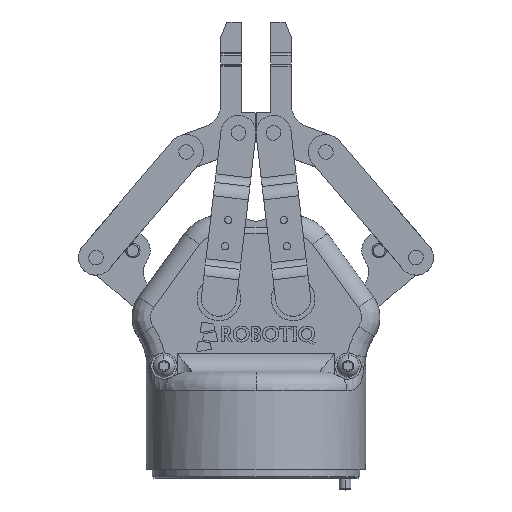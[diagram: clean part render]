
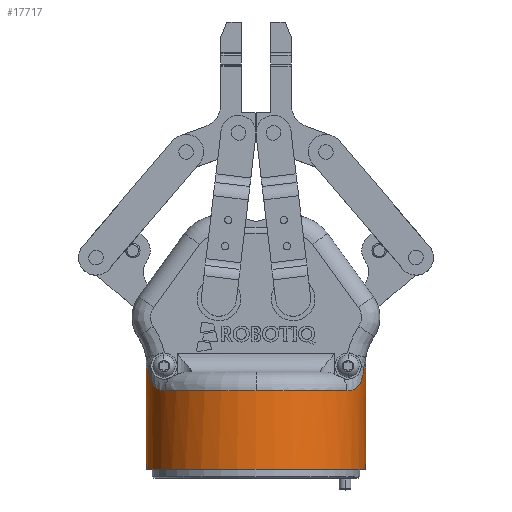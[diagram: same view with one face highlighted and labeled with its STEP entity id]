
A CAD part, top view. The second image highlights one B-rep face of the part: STEP entity #17717.
In plain terms, the highlighted cylindrical face has radius 37.5 mm (diameter 75 mm), a partial arc.
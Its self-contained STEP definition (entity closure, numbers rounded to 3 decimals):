
#1963 = DIRECTION ( 'NONE',  ( 0., -1., 0. ) ) ;
#2376 = AXIS2_PLACEMENT_3D ( 'NONE', #27765, #16883, #27932 ) ;
#2843 = CARTESIAN_POINT ( 'NONE',  ( -35.562, -57.655, 11.918 ) ) ;
#2972 = EDGE_CURVE ( 'NONE', #45251, #38947, #4154, .T. ) ;
#3066 = DIRECTION ( 'NONE',  ( 0., 0., 1. ) ) ;
#3121 = CARTESIAN_POINT ( 'NONE',  ( 32.712, -59.885, 18.35 ) ) ;
#3889 = AXIS2_PLACEMENT_3D ( 'NONE', #42244, #20608, #45904 ) ;
#3976 = CARTESIAN_POINT ( 'NONE',  ( -31.145, -60.05, 20.887 ) ) ;
#4133 = EDGE_CURVE ( 'NONE', #35936, #34178, #44304, .T. ) ;
#4154 = CIRCLE ( 'NONE', #3889, 37.5 ) ;
#4693 = ORIENTED_EDGE ( 'NONE', *, *, #6440, .F. ) ;
#5393 = B_SPLINE_CURVE_WITH_KNOTS ( 'NONE', 3,
 ( #6197, #10043, #39029, #17351, #42655, #21029, #46314, #24602, #2843, #28242, #6513, #31882, #10204, #35540, #13823, #39199 ),
 .UNSPECIFIED., .F., .F.,
 ( 4, 2, 2, 2, 2, 2, 2, 4 ),
 ( 0., 0.004, 0.007, 0.009, 0.011, 0.013, 0.016, 0.018 ),
 .UNSPECIFIED. ) ;
#5774 = B_SPLINE_CURVE_WITH_KNOTS ( 'NONE', 3,
 ( #46448, #24735, #28370, #6644, #32017, #10325, #35666, #13965, #39320, #17633, #42945, #21301, #46605, #24883, #3121, #28519, #6798, #32174 ),
 .UNSPECIFIED., .F., .F.,
 ( 4, 2, 2, 2, 2, 2, 2, 2, 4 ),
 ( 0., 0.002, 0.004, 0.007, 0.009, 0.011, 0.013, 0.016, 0.018 ),
 .UNSPECIFIED. ) ;
#6197 = CARTESIAN_POINT ( 'NONE',  ( -31.145, -60.05, 20.887 ) ) ;
#6440 = EDGE_CURVE ( 'NONE', #12678, #45251, #6908, .T. ) ;
#6490 = CARTESIAN_POINT ( 'NONE',  ( 0., -60.05, 0. ) ) ;
#6513 = CARTESIAN_POINT ( 'NONE',  ( -36.109, -56.404, 10.135 ) ) ;
#6644 = CARTESIAN_POINT ( 'NONE',  ( 36.519, -54.866, 8.535 ) ) ;
#6742 = CIRCLE ( 'NONE', #15156, 37.5 ) ;
#6798 = CARTESIAN_POINT ( 'NONE',  ( 31.562, -60.05, 20.264 ) ) ;
#6908 = LINE ( 'NONE', #36317, #26211 ) ;
#7131 = AXIS2_PLACEMENT_3D ( 'NONE', #34146, #12440, #37807 ) ;
#7169 = VERTEX_POINT ( 'NONE', #36902 ) ;
#7872 = ORIENTED_EDGE ( 'NONE', *, *, #46119, .T. ) ;
#8355 = CARTESIAN_POINT ( 'NONE',  ( 37.5, -86.9, 0. ) ) ;
#9924 = CARTESIAN_POINT ( 'NONE',  ( 31.145, -60.05, 20.887 ) ) ;
#10043 = CARTESIAN_POINT ( 'NONE',  ( -31.98, -60.05, 19.642 ) ) ;
#10175 = DIRECTION ( 'NONE',  ( 0., 0., 1. ) ) ;
#10204 = CARTESIAN_POINT ( 'NONE',  ( -36.514, -54.89, 8.555 ) ) ;
#10259 = EDGE_CURVE ( 'NONE', #12678, #33947, #35418, .T. ) ;
#10325 = CARTESIAN_POINT ( 'NONE',  ( 36.111, -56.397, 10.127 ) ) ;
#11000 = EDGE_CURVE ( 'NONE', #34178, #32489, #25676, .T. ) ;
#12440 = DIRECTION ( 'NONE',  ( 0., -1., 0. ) ) ;
#12678 = VERTEX_POINT ( 'NONE', #22865 ) ;
#13282 = DIRECTION ( 'NONE',  ( 0., 1., 0. ) ) ;
#13823 = CARTESIAN_POINT ( 'NONE',  ( -36.8, -53.094, 7.223 ) ) ;
#13965 = CARTESIAN_POINT ( 'NONE',  ( 35.57, -57.64, 11.893 ) ) ;
#14612 = DIRECTION ( 'NONE',  ( 0., -1., 0. ) ) ;
#14946 = ORIENTED_EDGE ( 'NONE', *, *, #4133, .T. ) ;
#15112 = LINE ( 'NONE', #34966, #42877 ) ;
#15156 = AXIS2_PLACEMENT_3D ( 'NONE', #23751, #1963, #27358 ) ;
#16066 = FACE_OUTER_BOUND ( 'NONE', #33500, .T. ) ;
#16883 = DIRECTION ( 'NONE',  ( 0., -1., 0. ) ) ;
#17351 = CARTESIAN_POINT ( 'NONE',  ( -33.728, -59.506, 16.408 ) ) ;
#17633 = CARTESIAN_POINT ( 'NONE',  ( 34.879, -58.615, 13.789 ) ) ;
#17717 = ADVANCED_FACE ( 'NONE', ( #16066 ), #21200, .T. ) ;
#20608 = DIRECTION ( 'NONE',  ( 0., -1., 0. ) ) ;
#21029 = CARTESIAN_POINT ( 'NONE',  ( -34.613, -58.883, 14.445 ) ) ;
#21200 = CYLINDRICAL_SURFACE ( 'NONE', #2376, 37.5 ) ;
#21301 = CARTESIAN_POINT ( 'NONE',  ( 34.046, -59.322, 15.737 ) ) ;
#21317 = EDGE_CURVE ( 'NONE', #32489, #7169, #5393, .T. ) ;
#21548 = ORIENTED_EDGE ( 'NONE', *, *, #2972, .F. ) ;
#22865 = CARTESIAN_POINT ( 'NONE',  ( 37.5, -52.429, 0. ) ) ;
#23242 = VERTEX_POINT ( 'NONE', #29936 ) ;
#23751 = CARTESIAN_POINT ( 'NONE',  ( 0., -52.429, 0. ) ) ;
#24602 = CARTESIAN_POINT ( 'NONE',  ( -35.348, -58.007, 12.539 ) ) ;
#24735 = CARTESIAN_POINT ( 'NONE',  ( 36.8, -53.093, 7.223 ) ) ;
#24823 = DIRECTION ( 'NONE',  ( 0., -1., 0. ) ) ;
#24883 = CARTESIAN_POINT ( 'NONE',  ( 33.07, -59.783, 17.697 ) ) ;
#25676 = CIRCLE ( 'NONE', #26942, 37.5 ) ;
#26166 = ORIENTED_EDGE ( 'NONE', *, *, #21317, .T. ) ;
#26211 = VECTOR ( 'NONE', #14612, 1000. ) ;
#26942 = AXIS2_PLACEMENT_3D ( 'NONE', #6490, #31860, #10175 ) ;
#27358 = DIRECTION ( 'NONE',  ( 1., 0., 0. ) ) ;
#27765 = CARTESIAN_POINT ( 'NONE',  ( 0., -17.979, 0. ) ) ;
#27932 = DIRECTION ( 'NONE',  ( 1., 0., 0. ) ) ;
#28242 = CARTESIAN_POINT ( 'NONE',  ( -35.944, -56.849, 10.709 ) ) ;
#28370 = CARTESIAN_POINT ( 'NONE',  ( 36.719, -53.711, 7.628 ) ) ;
#28519 = CARTESIAN_POINT ( 'NONE',  ( 31.959, -60.019, 19.632 ) ) ;
#29936 = CARTESIAN_POINT ( 'NONE',  ( -37.5, -52.429, 0. ) ) ;
#31860 = DIRECTION ( 'NONE',  ( 0., -1., 0. ) ) ;
#31882 = CARTESIAN_POINT ( 'NONE',  ( -36.394, -55.424, 9.059 ) ) ;
#32017 = CARTESIAN_POINT ( 'NONE',  ( 36.399, -55.403, 9.037 ) ) ;
#32174 = CARTESIAN_POINT ( 'NONE',  ( 31.145, -60.05, 20.887 ) ) ;
#32489 = VERTEX_POINT ( 'NONE', #3976 ) ;
#32771 = ORIENTED_EDGE ( 'NONE', *, *, #45762, .T. ) ;
#33500 = EDGE_LOOP ( 'NONE', ( #37108, #21548, #4693, #36000, #32771, #14946, #38438, #26166, #7872 ) ) ;
#33947 = VERTEX_POINT ( 'NONE', #35415 ) ;
#34146 = CARTESIAN_POINT ( 'NONE',  ( 0., -52.429, 0. ) ) ;
#34178 = VERTEX_POINT ( 'NONE', #41096 ) ;
#34966 = CARTESIAN_POINT ( 'NONE',  ( -37.5, -52.429, 0. ) ) ;
#35415 = CARTESIAN_POINT ( 'NONE',  ( 36.865, -52.429, 6.874 ) ) ;
#35418 = CIRCLE ( 'NONE', #7131, 37.5 ) ;
#35540 = CARTESIAN_POINT ( 'NONE',  ( -36.718, -53.719, 7.633 ) ) ;
#35666 = CARTESIAN_POINT ( 'NONE',  ( 35.946, -56.842, 10.7 ) ) ;
#35936 = VERTEX_POINT ( 'NONE', #9924 ) ;
#36000 = ORIENTED_EDGE ( 'NONE', *, *, #10259, .T. ) ;
#36317 = CARTESIAN_POINT ( 'NONE',  ( 37.5, -52.429, 0. ) ) ;
#36902 = CARTESIAN_POINT ( 'NONE',  ( -36.865, -52.429, 6.874 ) ) ;
#37108 = ORIENTED_EDGE ( 'NONE', *, *, #43175, .F. ) ;
#37807 = DIRECTION ( 'NONE',  ( 1., 0., 0. ) ) ;
#38438 = ORIENTED_EDGE ( 'NONE', *, *, #11000, .T. ) ;
#38947 = VERTEX_POINT ( 'NONE', #44880 ) ;
#39029 = CARTESIAN_POINT ( 'NONE',  ( -32.729, -59.926, 18.364 ) ) ;
#39199 = CARTESIAN_POINT ( 'NONE',  ( -36.865, -52.429, 6.874 ) ) ;
#39320 = CARTESIAN_POINT ( 'NONE',  ( 35.358, -57.993, 12.512 ) ) ;
#41096 = CARTESIAN_POINT ( 'NONE',  ( 0., -60.05, 37.5 ) ) ;
#42244 = CARTESIAN_POINT ( 'NONE',  ( 0., -86.9, 0. ) ) ;
#42655 = CARTESIAN_POINT ( 'NONE',  ( -34.041, -59.325, 15.747 ) ) ;
#42877 = VECTOR ( 'NONE', #13282, 1000. ) ;
#42945 = CARTESIAN_POINT ( 'NONE',  ( 34.617, -58.88, 14.438 ) ) ;
#43175 = EDGE_CURVE ( 'NONE', #38947, #23242, #15112, .T. ) ;
#44052 = AXIS2_PLACEMENT_3D ( 'NONE', #46546, #24823, #3066 ) ;
#44304 = CIRCLE ( 'NONE', #44052, 37.5 ) ;
#44880 = CARTESIAN_POINT ( 'NONE',  ( -37.5, -86.9, 0. ) ) ;
#45251 = VERTEX_POINT ( 'NONE', #8355 ) ;
#45762 = EDGE_CURVE ( 'NONE', #33947, #35936, #5774, .T. ) ;
#45904 = DIRECTION ( 'NONE',  ( 1., 0., 0. ) ) ;
#46119 = EDGE_CURVE ( 'NONE', #7169, #23242, #6742, .T. ) ;
#46314 = CARTESIAN_POINT ( 'NONE',  ( -34.874, -58.621, 13.803 ) ) ;
#46448 = CARTESIAN_POINT ( 'NONE',  ( 36.865, -52.429, 6.874 ) ) ;
#46546 = CARTESIAN_POINT ( 'NONE',  ( 0., -60.05, 0. ) ) ;
#46605 = CARTESIAN_POINT ( 'NONE',  ( 33.737, -59.501, 16.389 ) ) ;
